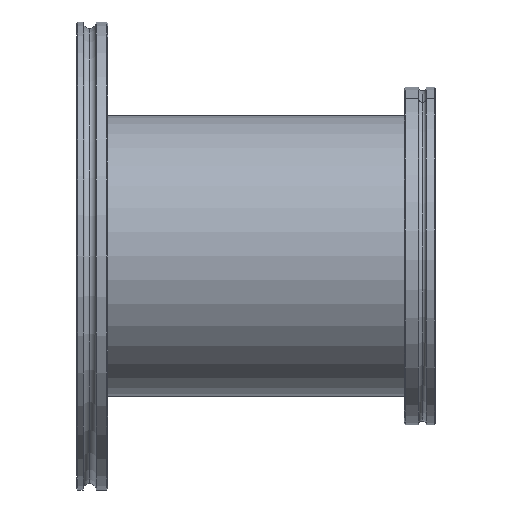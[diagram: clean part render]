
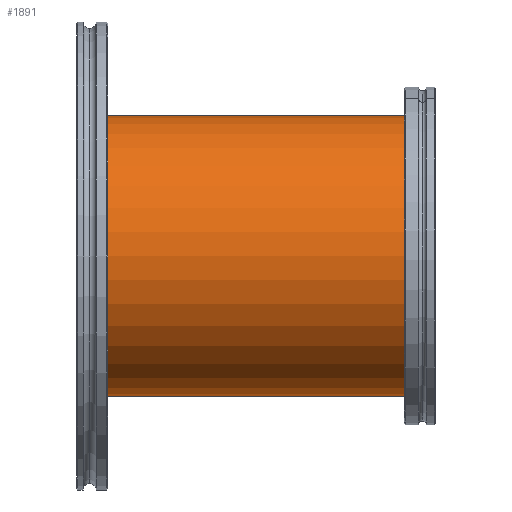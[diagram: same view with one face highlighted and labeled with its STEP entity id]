
A CAD part, front view. The second image highlights one B-rep face of the part: STEP entity #1891.
In plain terms, the highlighted cylindrical face has radius 54 mm (diameter 108 mm), a partial arc.
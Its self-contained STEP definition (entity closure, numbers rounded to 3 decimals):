
#89 = CIRCLE ( 'NONE', #1322, 54. ) ;
#154 = FACE_OUTER_BOUND ( 'NONE', #1630, .T. ) ;
#192 = CARTESIAN_POINT ( 'NONE',  ( -62.5, 0., 54. ) ) ;
#295 = ORIENTED_EDGE ( 'NONE', *, *, #1698, .F. ) ;
#324 = ORIENTED_EDGE ( 'NONE', *, *, #438, .T. ) ;
#354 = EDGE_CURVE ( 'NONE', #1976, #1677, #1237, .T. ) ;
#383 = AXIS2_PLACEMENT_3D ( 'NONE', #1413, #760, #459 ) ;
#438 = EDGE_CURVE ( 'NONE', #1677, #957, #662, .T. ) ;
#459 = DIRECTION ( 'NONE',  ( 0., 0., 1. ) ) ;
#522 = CYLINDRICAL_SURFACE ( 'NONE', #383, 54. ) ;
#661 = CARTESIAN_POINT ( 'NONE',  ( 62.5, 0., 0. ) ) ;
#662 = CIRCLE ( 'NONE', #1656, 54. ) ;
#760 = DIRECTION ( 'NONE',  ( -1., 0., 0. ) ) ;
#825 = DIRECTION ( 'NONE',  ( 0., 0., -1. ) ) ;
#850 = DIRECTION ( 'NONE',  ( 1., 0., 0. ) ) ;
#899 = EDGE_CURVE ( 'NONE', #971, #957, #1898, .T. ) ;
#957 = VERTEX_POINT ( 'NONE', #960 ) ;
#960 = CARTESIAN_POINT ( 'NONE',  ( -62.5, 0., -54. ) ) ;
#971 = VERTEX_POINT ( 'NONE', #972 ) ;
#972 = CARTESIAN_POINT ( 'NONE',  ( 62.5, 0., -54. ) ) ;
#992 = CARTESIAN_POINT ( 'NONE',  ( 62.5, 0., 54. ) ) ;
#1058 = VECTOR ( 'NONE', #1745, 1000. ) ;
#1237 = LINE ( 'NONE', #992, #1674 ) ;
#1276 = CARTESIAN_POINT ( 'NONE',  ( 62.5, 0., 54. ) ) ;
#1322 = AXIS2_PLACEMENT_3D ( 'NONE', #661, #1787, #825 ) ;
#1413 = CARTESIAN_POINT ( 'NONE',  ( 62.5, 0., 0. ) ) ;
#1510 = ORIENTED_EDGE ( 'NONE', *, *, #899, .F. ) ;
#1584 = CARTESIAN_POINT ( 'NONE',  ( 62.5, 0., -54. ) ) ;
#1630 = EDGE_LOOP ( 'NONE', ( #1510, #295, #1688, #324 ) ) ;
#1656 = AXIS2_PLACEMENT_3D ( 'NONE', #1816, #850, #1970 ) ;
#1674 = VECTOR ( 'NONE', #1947, 1000. ) ;
#1677 = VERTEX_POINT ( 'NONE', #192 ) ;
#1688 = ORIENTED_EDGE ( 'NONE', *, *, #354, .T. ) ;
#1698 = EDGE_CURVE ( 'NONE', #1976, #971, #89, .T. ) ;
#1745 = DIRECTION ( 'NONE',  ( -1., 0., 0. ) ) ;
#1787 = DIRECTION ( 'NONE',  ( 1., 0., 0. ) ) ;
#1816 = CARTESIAN_POINT ( 'NONE',  ( -62.5, 0., 0. ) ) ;
#1891 = ADVANCED_FACE ( 'NONE', ( #154 ), #522, .T. ) ;
#1898 = LINE ( 'NONE', #1584, #1058 ) ;
#1947 = DIRECTION ( 'NONE',  ( -1., 0., 0. ) ) ;
#1970 = DIRECTION ( 'NONE',  ( 0., 0., -1. ) ) ;
#1976 = VERTEX_POINT ( 'NONE', #1276 ) ;
